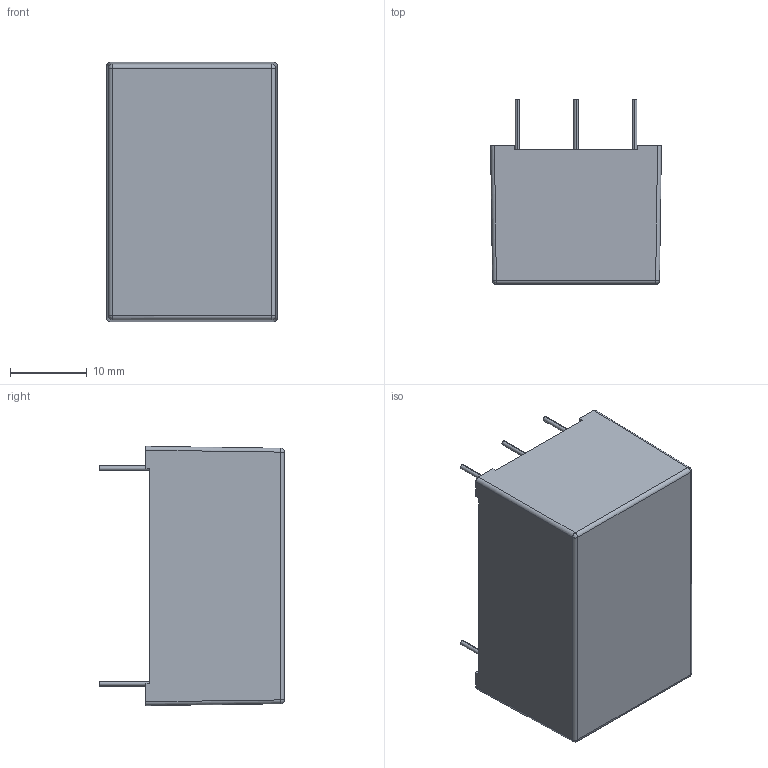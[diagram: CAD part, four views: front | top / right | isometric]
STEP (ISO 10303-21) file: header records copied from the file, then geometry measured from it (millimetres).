
FILE_DESCRIPTION((''),'2;1');
FILE_NAME('FC-LX1D','2016-05-12T',('eng706'),(''),'PRO/ENGINEER BY PARAMETRIC TECHNOLOGY CORPORATION, 2014000','PRO/ENGINEER BY PARAMETRIC TECHNOLOGY CORPORATION, 2014000','');
FILE_SCHEMA(('AUTOMOTIVE_DESIGN { 1 0 10303 214 1 1 1 1 }'));
Length unit declared in the file: millimetre
Products named in the file (1): FC-LX1D
Bounding box: 22.2 x 24 x 33.7 mm (x, y, z)
Volume: 12849.2 mm3; surface area: 3452.9 mm2
Topology: 1 solids, 1 shells, 53 faces, 131 edges, 81 vertices
Faces by surface type: plane 31, cylinder 18, sphere 4
Entity records: 2308 total; most frequent: CARTESIAN_POINT 281, DIRECTION 262, ORIENTED_EDGE 254, PRESENTATION_STYLE_ASSIGNMENT 150, STYLED_ITEM 128, CURVE_STYLE 127, EDGE_CURVE 127, VECTOR 90
